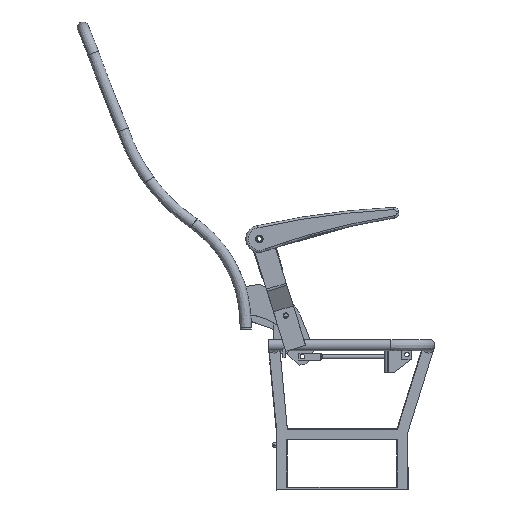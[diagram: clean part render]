
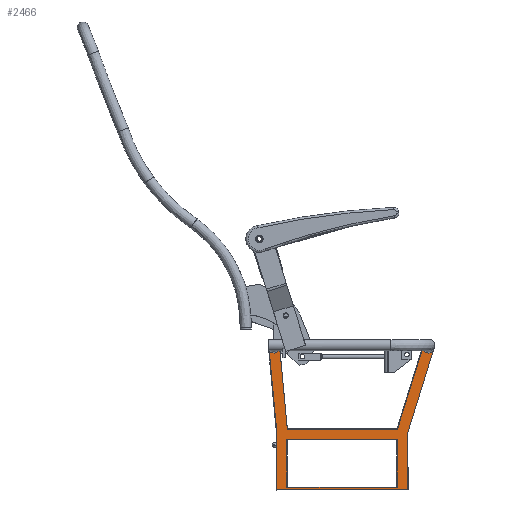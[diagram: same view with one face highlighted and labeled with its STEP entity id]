
A CAD part, left-side view. The second image highlights one B-rep face of the part: STEP entity #2466.
In plain terms, the highlighted planar face has unit normal (-1, 0, 0).
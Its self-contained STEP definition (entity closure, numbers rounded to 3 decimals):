
#497=B_SPLINE_CURVE_WITH_KNOTS('',3,(#13668,#13669,#13670,#13671,#13672,
#13673),.UNSPECIFIED.,.F.,.F.,(4,2,4),(0.,0.5,1.),.UNSPECIFIED.);
#1101=LINE('',#11790,#1620);
#1102=LINE('',#11792,#1621);
#1103=LINE('',#11796,#1622);
#1108=LINE('',#11825,#1627);
#1109=LINE('',#11833,#1628);
#1223=LINE('',#13587,#1742);
#1231=LINE('',#13637,#1750);
#1234=LINE('',#13659,#1753);
#1235=LINE('',#13660,#1754);
#1236=LINE('',#13661,#1755);
#1237=LINE('',#13663,#1756);
#1238=LINE('',#13665,#1757);
#1239=LINE('',#13667,#1758);
#1240=LINE('',#13675,#1759);
#1241=LINE('',#13677,#1760);
#1242=LINE('',#13680,#1761);
#1620=VECTOR('',#9309,1.);
#1621=VECTOR('',#9310,1.);
#1622=VECTOR('',#9315,1.);
#1627=VECTOR('',#9346,1.);
#1628=VECTOR('',#9355,1.);
#1742=VECTOR('',#9655,1.);
#1750=VECTOR('',#9671,1.);
#1753=VECTOR('',#9682,1.);
#1754=VECTOR('',#9683,1.);
#1755=VECTOR('',#9684,1.);
#1756=VECTOR('',#9685,1.);
#1757=VECTOR('',#9686,1.);
#1758=VECTOR('',#9687,1.);
#1759=VECTOR('',#9688,1.);
#1760=VECTOR('',#9689,1.);
#1761=VECTOR('',#9692,1.);
#2202=PLANE('',#8441);
#2466=ADVANCED_FACE('',(#3025,#3026),#2202,.F.);
#3025=FACE_BOUND('',#3389,.T.);
#3026=FACE_BOUND('',#3390,.T.);
#3389=EDGE_LOOP('',(#4575,#4576,#4577,#4578));
#3390=EDGE_LOOP('',(#4579,#4580,#4581,#4582,#4583,#4584,#4585,#4586,#4587,
#4588,#4589,#4590,#4591,#4592));
#4575=ORIENTED_EDGE('',*,*,#7298,.T.);
#4576=ORIENTED_EDGE('',*,*,#7038,.T.);
#4577=ORIENTED_EDGE('',*,*,#7299,.T.);
#4578=ORIENTED_EDGE('',*,*,#7042,.T.);
#4579=ORIENTED_EDGE('',*,*,#7021,.T.);
#4580=ORIENTED_EDGE('',*,*,#7300,.T.);
#4581=ORIENTED_EDGE('',*,*,#7301,.F.);
#4582=ORIENTED_EDGE('',*,*,#7302,.T.);
#4583=ORIENTED_EDGE('',*,*,#7303,.T.);
#4584=ORIENTED_EDGE('',*,*,#7024,.T.);
#4585=ORIENTED_EDGE('',*,*,#7279,.F.);
#4586=ORIENTED_EDGE('',*,*,#7304,.T.);
#4587=ORIENTED_EDGE('',*,*,#7305,.T.);
#4588=ORIENTED_EDGE('',*,*,#7306,.T.);
#4589=ORIENTED_EDGE('',*,*,#7291,.F.);
#4590=ORIENTED_EDGE('',*,*,#7307,.T.);
#4591=ORIENTED_EDGE('',*,*,#7308,.T.);
#4592=ORIENTED_EDGE('',*,*,#7022,.T.);
#6228=VERTEX_POINT('',#11789);
#6229=VERTEX_POINT('',#11791);
#6230=VERTEX_POINT('',#11793);
#6231=VERTEX_POINT('',#11797);
#6232=VERTEX_POINT('',#11798);
#6242=VERTEX_POINT('',#11826);
#6243=VERTEX_POINT('',#11827);
#6244=VERTEX_POINT('',#11832);
#6245=VERTEX_POINT('',#11834);
#6415=VERTEX_POINT('',#13586);
#6424=VERTEX_POINT('',#13636);
#6425=VERTEX_POINT('',#13638);
#6428=VERTEX_POINT('',#13662);
#6429=VERTEX_POINT('',#13664);
#6430=VERTEX_POINT('',#13666);
#6431=VERTEX_POINT('',#13674);
#6432=VERTEX_POINT('',#13676);
#6433=VERTEX_POINT('',#13679);
#7021=EDGE_CURVE('',#6229,#6228,#1101,.T.);
#7022=EDGE_CURVE('',#6230,#6229,#1102,.T.);
#7024=EDGE_CURVE('',#6231,#6232,#1103,.T.);
#7038=EDGE_CURVE('',#6242,#6243,#1108,.T.);
#7042=EDGE_CURVE('',#6245,#6244,#1109,.T.);
#7279=EDGE_CURVE('',#6415,#6232,#1223,.T.);
#7291=EDGE_CURVE('',#6424,#6425,#1231,.T.);
#7298=EDGE_CURVE('',#6244,#6242,#1234,.T.);
#7299=EDGE_CURVE('',#6243,#6245,#1235,.T.);
#7300=EDGE_CURVE('',#6228,#6428,#1236,.T.);
#7301=EDGE_CURVE('',#6429,#6428,#1237,.T.);
#7302=EDGE_CURVE('',#6429,#6430,#1238,.T.);
#7303=EDGE_CURVE('',#6430,#6231,#1239,.T.);
#7304=EDGE_CURVE('',#6415,#6431,#497,.T.);
#7305=EDGE_CURVE('',#6431,#6432,#1240,.T.);
#7306=EDGE_CURVE('',#6432,#6425,#1241,.T.);
#7307=EDGE_CURVE('',#6424,#6433,#8002,.T.);
#7308=EDGE_CURVE('',#6433,#6230,#1242,.T.);
#8002=CIRCLE('',#8440,17.45);
#8440=AXIS2_PLACEMENT_3D('',#13678,#9690,#9691);
#8441=AXIS2_PLACEMENT_3D('',#13681,#9693,#9694);
#9309=DIRECTION('',(0.,1.,0.));
#9310=DIRECTION('',(0.,0.,-1.));
#9315=DIRECTION('',(0.,0.011,1.));
#9346=DIRECTION('',(0.,0.,1.));
#9355=DIRECTION('',(0.,0.,-1.));
#9655=DIRECTION('',(0.,0.297,-0.955));
#9671=DIRECTION('',(0.,-0.093,-0.996));
#9682=DIRECTION('',(0.,1.,0.));
#9683=DIRECTION('',(0.,-1.,0.));
#9684=DIRECTION('',(0.,0.,-1.));
#9685=DIRECTION('',(0.,1.,0.));
#9686=DIRECTION('',(0.,0.,1.));
#9687=DIRECTION('',(0.,1.,0.));
#9688=DIRECTION('',(0.,0.297,-0.955));
#9689=DIRECTION('',(0.,1.,0.));
#9690=DIRECTION('',(1.,0.,0.));
#9691=DIRECTION('',(0.,0.,-1.));
#9692=DIRECTION('',(0.,-0.093,-0.996));
#9693=DIRECTION('',(1.,0.,0.));
#9694=DIRECTION('',(0.,0.,1.));
#11789=CARTESIAN_POINT('',(-113.4,153.889,-315.822));
#11790=CARTESIAN_POINT('',(-113.4,153.492,-315.822));
#11791=CARTESIAN_POINT('',(-113.4,153.886,-315.822));
#11792=CARTESIAN_POINT('',(-113.4,153.889,-187.968));
#11793=CARTESIAN_POINT('',(-113.4,153.889,-187.922));
#11796=CARTESIAN_POINT('',(-113.4,-137.742,-316.834));
#11797=CARTESIAN_POINT('',(-113.4,-137.731,-315.822));
#11798=CARTESIAN_POINT('',(-113.4,-136.381,-197.927));
#11825=CARTESIAN_POINT('',(-113.4,130.889,-210.38));
#11826=CARTESIAN_POINT('',(-113.4,130.886,-315.822));
#11827=CARTESIAN_POINT('',(-113.4,130.889,-209.38));
#11832=CARTESIAN_POINT('',(-113.4,-114.15,-315.822));
#11833=CARTESIAN_POINT('',(-113.4,-114.151,-316.822));
#11834=CARTESIAN_POINT('',(-113.4,-114.111,-209.373));
#13586=CARTESIAN_POINT('',(-113.4,-193.187,-15.467));
#13587=CARTESIAN_POINT('',(-113.4,-137.345,-194.829));
#13636=CARTESIAN_POINT('',(-113.4,146.433,-10.975));
#13637=CARTESIAN_POINT('',(-113.4,130.091,-185.38));
#13638=CARTESIAN_POINT('',(-113.4,129.997,-186.38));
#13659=CARTESIAN_POINT('',(-113.4,153.492,-315.822));
#13660=CARTESIAN_POINT('',(-113.4,-113.111,-209.373));
#13661=CARTESIAN_POINT('',(-113.4,153.889,0.));
#13662=CARTESIAN_POINT('',(-113.4,153.889,-321.822));
#13663=CARTESIAN_POINT('',(-113.4,-138.742,-321.822));
#13664=CARTESIAN_POINT('',(-113.4,-137.742,-321.822));
#13665=CARTESIAN_POINT('',(-113.4,-137.742,0.));
#13666=CARTESIAN_POINT('',(-113.4,-137.742,-315.822));
#13667=CARTESIAN_POINT('',(-113.4,153.492,-315.822));
#13668=CARTESIAN_POINT('',(-113.4,-193.187,-15.467));
#13669=CARTESIAN_POINT('',(-113.4,-189.272,-17.539));
#13670=CARTESIAN_POINT('',(-113.4,-184.629,-18.037));
#13671=CARTESIAN_POINT('',(-113.4,-176.169,-15.732));
#13672=CARTESIAN_POINT('',(-113.4,-172.428,-12.954));
#13673=CARTESIAN_POINT('',(-113.4,-170.103,-9.184));
#13674=CARTESIAN_POINT('',(-113.4,-170.103,-9.184));
#13675=CARTESIAN_POINT('',(-113.4,-115.157,-185.671));
#13676=CARTESIAN_POINT('',(-113.4,-114.938,-186.373));
#13677=CARTESIAN_POINT('',(-113.4,130.091,-186.38));
#13678=CARTESIAN_POINT('',(-113.4,160.,0.));
#13679=CARTESIAN_POINT('',(-113.4,170.17,-14.18));
#13680=CARTESIAN_POINT('',(-113.4,152.893,-198.55));
#13681=CARTESIAN_POINT('',(-113.4,0.,0.));
